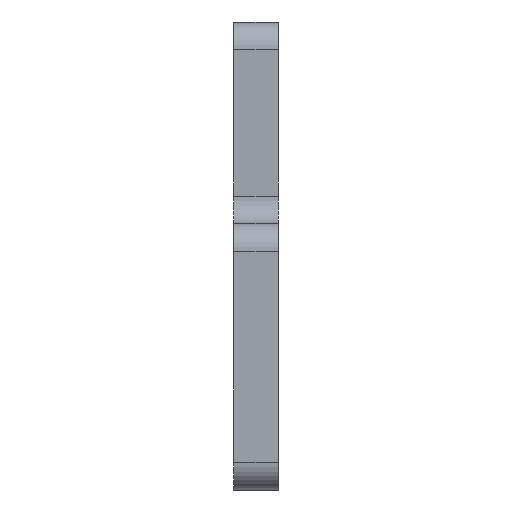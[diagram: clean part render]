
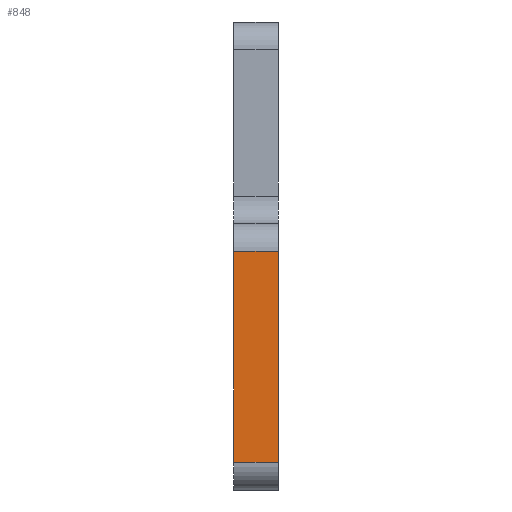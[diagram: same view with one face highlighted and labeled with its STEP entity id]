
A CAD part, front view. The second image highlights one B-rep face of the part: STEP entity #848.
In plain terms, the highlighted planar face has unit normal (0, -1, 0).
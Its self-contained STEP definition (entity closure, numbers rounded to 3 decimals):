
#102=FACE_OUTER_BOUND('',#144,.T.);
#144=EDGE_LOOP('',(#731,#732,#733,#734));
#209=LINE('',#1326,#305);
#233=LINE('',#1402,#329);
#240=LINE('',#1419,#336);
#241=LINE('',#1421,#337);
#305=VECTOR('',#1063,10.);
#329=VECTOR('',#1145,10.);
#336=VECTOR('',#1164,10.);
#337=VECTOR('',#1167,10.);
#390=VERTEX_POINT('',#1323);
#391=VERTEX_POINT('',#1325);
#414=VERTEX_POINT('',#1400);
#418=VERTEX_POINT('',#1417);
#489=EDGE_CURVE('',#390,#391,#209,.T.);
#527=EDGE_CURVE('',#414,#390,#233,.T.);
#536=EDGE_CURVE('',#391,#418,#240,.T.);
#537=EDGE_CURVE('',#418,#414,#241,.T.);
#731=ORIENTED_EDGE('',*,*,#527,.F.);
#732=ORIENTED_EDGE('',*,*,#537,.F.);
#733=ORIENTED_EDGE('',*,*,#536,.F.);
#734=ORIENTED_EDGE('',*,*,#489,.F.);
#806=PLANE('',#931);
#848=ADVANCED_FACE('',(#102),#806,.T.);
#931=AXIS2_PLACEMENT_3D('',#1420,#1165,#1166);
#1063=DIRECTION('',(0.,0.,-1.));
#1145=DIRECTION('',(1.,0.,0.));
#1164=DIRECTION('',(-1.,0.,0.));
#1165=DIRECTION('center_axis',(0.,-1.,0.));
#1166=DIRECTION('ref_axis',(0.,0.,
1.));
#1167=DIRECTION('',(0.,0.,1.));
#1323=CARTESIAN_POINT('',(34.43,-34.35,3.8));
#1325=CARTESIAN_POINT('',(34.43,-34.35,-3.8));
#1326=CARTESIAN_POINT('',(34.43,-34.35,4.8));
#1400=CARTESIAN_POINT('',(32.83,-34.35,3.8));
#1402=CARTESIAN_POINT('',(34.43,-34.35,3.8));
#1417=CARTESIAN_POINT('',(32.83,-34.35,-3.8));
#1419=CARTESIAN_POINT('',(34.43,-34.35,-3.8));
#1420=CARTESIAN_POINT('Origin',(34.43,-34.35,-4.8));
#1421=CARTESIAN_POINT('',(32.83,-34.35,4.8));
